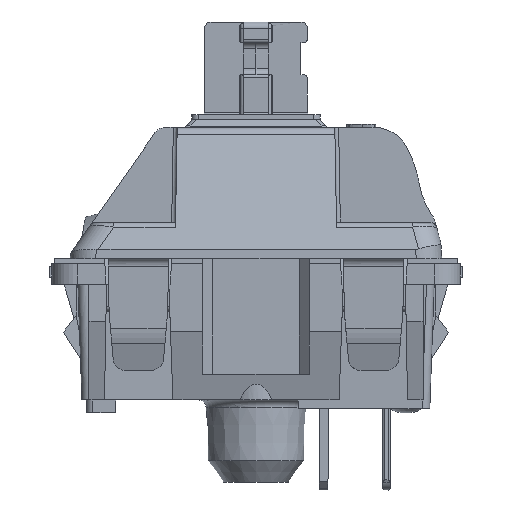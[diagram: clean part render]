
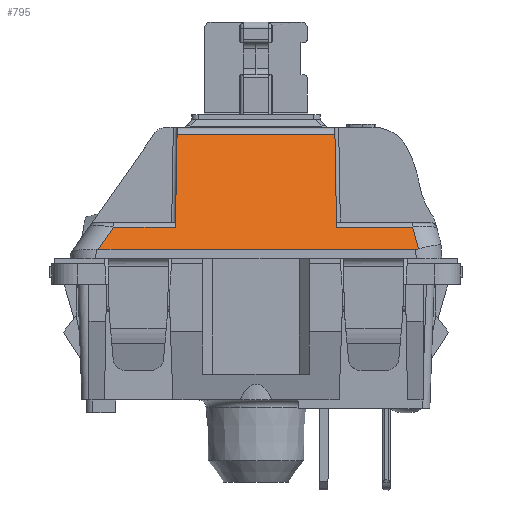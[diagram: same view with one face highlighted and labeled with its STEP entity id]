
A CAD part, left-side view. The second image highlights one B-rep face of the part: STEP entity #795.
In plain terms, the highlighted planar face has unit normal (-0.927, 0, 0.375).
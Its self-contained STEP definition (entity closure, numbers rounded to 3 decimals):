
#457=ELLIPSE('',#14965,3.056,0.994);
#795=ADVANCED_FACE('',(#2080),#1468,.F.);
#1468=PLANE('',#15029);
#2080=FACE_OUTER_BOUND('',#2824,.T.);
#2824=EDGE_LOOP('',(#8199,#8200,#8201,#8202,#8203,#8204,#8205,#8206,#8207));
#3871=LINE('',#21370,#5469);
#3874=LINE('',#21410,#5472);
#3908=LINE('',#21568,#5511);
#3911=LINE('',#21592,#5514);
#3917=LINE('',#21609,#5520);
#3918=LINE('',#21611,#5521);
#3926=LINE('',#21657,#5529);
#3927=LINE('',#21658,#5530);
#5469=VECTOR('',#16909,1.);
#5472=VECTOR('',#16924,1.);
#5511=VECTOR('',#17037,1.);
#5514=VECTOR('',#17046,1.);
#5520=VECTOR('',#17066,1.);
#5521=VECTOR('',#17069,1.);
#5529=VECTOR('',#17099,1.);
#5530=VECTOR('',#17100,1.);
#8199=ORIENTED_EDGE('',*,*,#13159,.F.);
#8200=ORIENTED_EDGE('',*,*,#13095,.F.);
#8201=ORIENTED_EDGE('',*,*,#13094,.T.);
#8202=ORIENTED_EDGE('',*,*,#13186,.F.);
#8203=ORIENTED_EDGE('',*,*,#13164,.T.);
#8204=ORIENTED_EDGE('',*,*,#13102,.T.);
#8205=ORIENTED_EDGE('',*,*,#13172,.T.);
#8206=ORIENTED_EDGE('',*,*,#13187,.F.);
#8207=ORIENTED_EDGE('',*,*,#13173,.T.);
#11513=VERTEX_POINT('',#21364);
#11514=VERTEX_POINT('',#21369);
#11515=VERTEX_POINT('',#21373);
#11518=VERTEX_POINT('',#21394);
#11519=VERTEX_POINT('',#21409);
#11545=VERTEX_POINT('',#21569);
#11547=VERTEX_POINT('',#21593);
#11550=VERTEX_POINT('',#21608);
#11551=VERTEX_POINT('',#21612);
#13094=EDGE_CURVE('',#11513,#11514,#3871,.T.);
#13095=EDGE_CURVE('',#11513,#11515,#457,.T.);
#13102=EDGE_CURVE('',#11518,#11519,#3874,.T.);
#13159=EDGE_CURVE('',#11515,#11545,#3908,.T.);
#13164=EDGE_CURVE('',#11547,#11518,#3911,.T.);
#13172=EDGE_CURVE('',#11519,#11550,#3917,.T.);
#13173=EDGE_CURVE('',#11551,#11545,#3918,.T.);
#13186=EDGE_CURVE('',#11547,#11514,#3926,.T.);
#13187=EDGE_CURVE('',#11551,#11550,#3927,.T.);
#14965=AXIS2_PLACEMENT_3D('',#21372,#16912,#16913);
#15029=AXIS2_PLACEMENT_3D('',#21659,#17101,#17102);
#16909=DIRECTION('',(0.364,0.241,0.9));
#16912=DIRECTION('',(0.927,0.,-0.375));
#16913=DIRECTION('',(-0.374,-0.055,-0.926));
#16924=DIRECTION('',(0.,1.,0.));
#17037=DIRECTION('',(0.,1.,0.));
#17046=DIRECTION('',(0.375,0.016,0.927));
#17066=DIRECTION('',(-0.375,0.016,-0.927));
#17069=DIRECTION('',(-0.314,0.545,-0.778));
#17099=DIRECTION('',(0.,-1.,0.));
#17100=DIRECTION('',(0.,-1.,0.));
#17101=DIRECTION('',(0.927,0.,-0.375));
#17102=DIRECTION('',(-0.375,0.,-0.927));
#21364=CARTESIAN_POINT('',(150.802,13.124,-6.839));
#21369=CARTESIAN_POINT('',(151.145,13.352,-5.99));
#21370=CARTESIAN_POINT('',(149.81,12.467,-9.293));
#21372=CARTESIAN_POINT('',(151.938,13.383,-4.027));
#21373=CARTESIAN_POINT('',(150.795,13.232,-6.856));
#21394=CARTESIAN_POINT('',(152.602,16.374,-2.383));
#21409=CARTESIAN_POINT('',(152.602,22.514,-2.383));
#21410=CARTESIAN_POINT('',(152.602,19.444,-2.383));
#21568=CARTESIAN_POINT('',(150.795,3.444,-6.856));
#21569=CARTESIAN_POINT('',(150.795,25.591,-6.856));
#21592=CARTESIAN_POINT('',(150.572,16.287,-7.408));
#21593=CARTESIAN_POINT('',(151.145,16.311,-5.99));
#21608=CARTESIAN_POINT('',(151.145,22.577,-5.99));
#21609=CARTESIAN_POINT('',(150.766,22.594,-6.928));
#21611=CARTESIAN_POINT('',(154.482,19.201,2.27));
#21612=CARTESIAN_POINT('',(151.145,24.984,-5.99));
#21657=CARTESIAN_POINT('',(151.145,3.444,-5.99));
#21658=CARTESIAN_POINT('',(151.145,3.444,-5.99));
#21659=CARTESIAN_POINT('',(150.65,3.444,-7.215));
